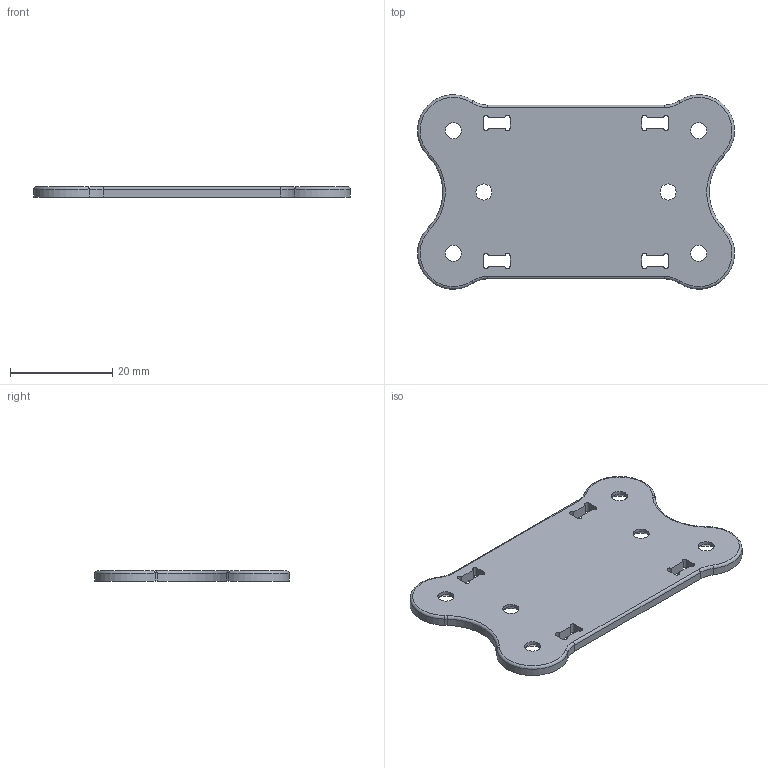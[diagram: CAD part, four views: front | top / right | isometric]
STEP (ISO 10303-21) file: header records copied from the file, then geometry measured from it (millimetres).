
FILE_DESCRIPTION(/* description */ (''),/* implementation_level */ '2;1');
FILE_NAME(/* name */ 'bottom_plate.step',/* time_stamp */ '2025-06-03T09:08:44+01:00',/* author */ (''),/* organization */ (''),/* preprocessor_version */ 'ST-DEVELOPER v20.1',/* originating_system */ 'Autodesk Translation Framework v14.10.0.0',/* authorisation */ '');
FILE_SCHEMA (('AUTOMOTIVE_DESIGN { 1 0 10303 214 3 1 1 }'));
Length unit declared in the file: millimetre
Products named in the file (3): Dash Frame; Mid Plate; B Plate
Assembly tree (2 placements, depth 3):
  Dash Frame
    Mid Plate
      B Plate
Bounding box: 61.97 x 37.96 x 2 mm (x, y, z)
Volume: 3779.4 mm3; surface area: 4425.1 mm2
Topology: 1 solids, 1 shells, 78 faces, 207 edges, 131 vertices
Faces by surface type: cylinder 38, plane 24, torus 10, cone 6
Full cylindrical faces by diameter (mm): 3.15 x6
Entity records: 2567 total; most frequent: DIRECTION 470, CARTESIAN_POINT 421, ORIENTED_EDGE 414, EDGE_CURVE 207, AXIS2_PLACEMENT_3D 180, VERTEX_POINT 131, LINE 110, VECTOR 110
